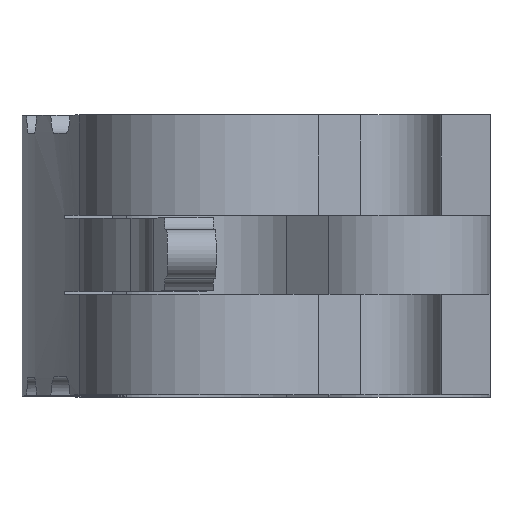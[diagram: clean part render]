
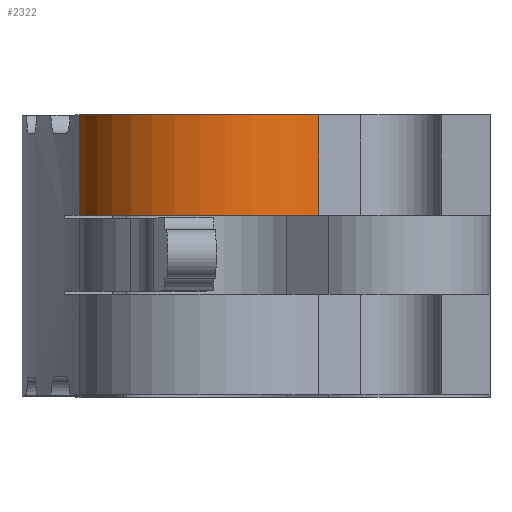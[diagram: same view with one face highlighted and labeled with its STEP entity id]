
A CAD part, top view. The second image highlights one B-rep face of the part: STEP entity #2322.
In plain terms, the highlighted cylindrical face has radius 1.2 mm (diameter 2.4 mm), a partial arc.
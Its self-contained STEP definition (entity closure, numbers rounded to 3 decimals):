
#537=CARTESIAN_POINT('',(1.251,0.325,4.65));
#538=DIRECTION('',(0.,-1.,0.));
#539=DIRECTION('',(0.66,0.,0.751));
#540=AXIS2_PLACEMENT_3D('',#537,#538,#539);
#542=DIRECTION('',(0.,-1.,0.));
#543=VECTOR('',#542,0.825);
#544=CARTESIAN_POINT('',(0.073,1.15,4.881));
#545=LINE('',#544,#543);
#546=CARTESIAN_POINT('',(1.251,1.15,4.65));
#547=DIRECTION('',(0.,1.,0.));
#548=DIRECTION('',(-0.981,0.,0.192));
#549=AXIS2_PLACEMENT_3D('',#546,#547,#548);
#564=DIRECTION('',(0.,-1.,0.));
#565=VECTOR('',#564,0.825);
#566=CARTESIAN_POINT('',(2.043,1.15,5.552));
#567=LINE('',#566,#565);
#1399=CARTESIAN_POINT('',(0.073,1.15,4.881));
#1400=CARTESIAN_POINT('',(2.043,1.15,5.552));
#1401=VERTEX_POINT('',#1399);
#1402=VERTEX_POINT('',#1400);
#1588=CARTESIAN_POINT('',(0.073,0.325,4.881));
#1590=VERTEX_POINT('',#1588);
#1603=CARTESIAN_POINT('',(2.043,0.325,5.552));
#1604=VERTEX_POINT('',#1603);
#2310=CARTESIAN_POINT('',(1.251,-1.,4.65));
#2311=DIRECTION('',(0.,1.,0.));
#2312=DIRECTION('',(0.981,0.,-0.192));
#2313=AXIS2_PLACEMENT_3D('',#2310,#2311,#2312);
#2314=CYLINDRICAL_SURFACE('',#2313,1.2);
#2315=ORIENTED_EDGE('',*,*,#2292,.T.);
#2316=ORIENTED_EDGE('',*,*,#2197,.F.);
#2317=ORIENTED_EDGE('',*,*,#1764,.T.);
#2319=ORIENTED_EDGE('',*,*,#2318,.T.);
#2320=EDGE_LOOP('',(#2315,#2316,#2317,#2319));
#2321=FACE_OUTER_BOUND('',#2320,.F.);
#2322=ADVANCED_FACE('',(#2321),#2314,.T.);
#541=CIRCLE('',#540,1.2);
#550=CIRCLE('',#549,1.2);
#1764=EDGE_CURVE('',#1401,#1402,#550,.T.);
#2197=EDGE_CURVE('',#1401,#1590,#545,.T.);
#2292=EDGE_CURVE('',#1604,#1590,#541,.T.);
#2318=EDGE_CURVE('',#1402,#1604,#567,.T.);
